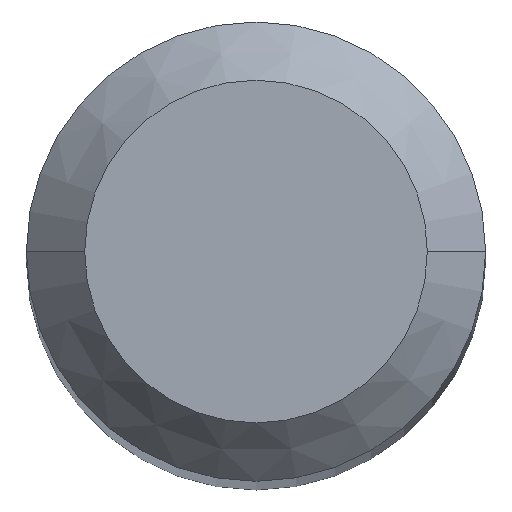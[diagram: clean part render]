
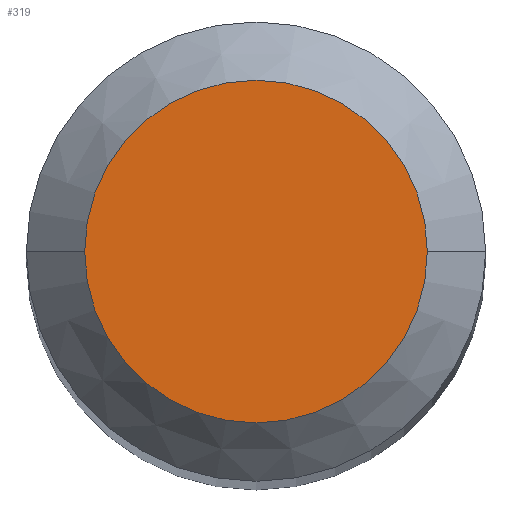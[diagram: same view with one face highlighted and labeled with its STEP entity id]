
A CAD part, top view. The second image highlights one B-rep face of the part: STEP entity #319.
In plain terms, the highlighted planar face has unit normal (0, 0, 1).
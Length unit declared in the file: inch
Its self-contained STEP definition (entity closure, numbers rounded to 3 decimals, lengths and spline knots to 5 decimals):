
#5 = CIRCLE ( 'NONE', #58, 0.04405 ) ;
#11 = AXIS2_PLACEMENT_3D ( 'NONE', #252, #320, #144 ) ;
#19 = DIRECTION ( 'NONE',  ( 1., 0., 0. ) ) ;
#42 = EDGE_CURVE ( 'NONE', #297, #117, #123, .T. ) ;
#58 = AXIS2_PLACEMENT_3D ( 'NONE', #68, #291, #19 ) ;
#68 = CARTESIAN_POINT ( 'NONE',  ( 0., 0., 1.49606 ) ) ;
#97 = ORIENTED_EDGE ( 'NONE', *, *, #187, .T. ) ;
#101 = ORIENTED_EDGE ( 'NONE', *, *, #42, .T. ) ;
#117 = VERTEX_POINT ( 'NONE', #234 ) ;
#123 = CIRCLE ( 'NONE', #195, 0.04405 ) ;
#144 = DIRECTION ( 'NONE',  ( 1., 0., 0. ) ) ;
#156 = CARTESIAN_POINT ( 'NONE',  ( 0., 0., 1.49606 ) ) ;
#171 = CARTESIAN_POINT ( 'NONE',  ( 0.04405, 0., 1.49606 ) ) ;
#175 = PLANE ( 'NONE',  #11 ) ;
#187 = EDGE_CURVE ( 'NONE', #117, #297, #5, .T. ) ;
#195 = AXIS2_PLACEMENT_3D ( 'NONE', #156, #256, #231 ) ;
#200 = FACE_OUTER_BOUND ( 'NONE', #273, .T. ) ;
#231 = DIRECTION ( 'NONE',  ( 1., 0., 0. ) ) ;
#234 = CARTESIAN_POINT ( 'NONE',  ( -0.04405, 0., 1.49606 ) ) ;
#252 = CARTESIAN_POINT ( 'NONE',  ( 0., 0., 1.49606 ) ) ;
#256 = DIRECTION ( 'NONE',  ( 0., 0., 1. ) ) ;
#273 = EDGE_LOOP ( 'NONE', ( #97, #101 ) ) ;
#291 = DIRECTION ( 'NONE',  ( 0., 0., 1. ) ) ;
#297 = VERTEX_POINT ( 'NONE', #171 ) ;
#319 = ADVANCED_FACE ( 'NONE', ( #200 ), #175, .T. ) ;
#320 = DIRECTION ( 'NONE',  ( 0., 0., 1. ) ) ;
